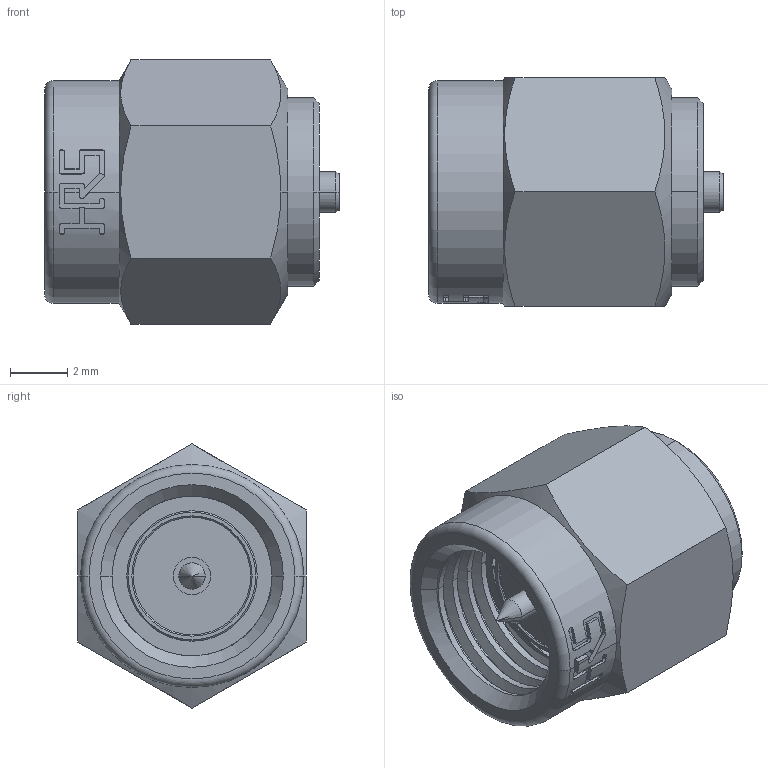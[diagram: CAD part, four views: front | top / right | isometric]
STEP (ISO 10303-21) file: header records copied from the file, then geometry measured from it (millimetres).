
FILE_DESCRIPTION(('CoCreate Modeling STEP Export'),'2;1');
FILE_NAME('HRMP-W.FLJ(40).stp','2013-02-20T16:27:47',(''),(''),'CoCreate Modeling STEP processor for AP214 (Solid Model)','CoCreate Modeling 17.0 01-Apr-2010 (C) Parametric Technology GmbH','');
FILE_SCHEMA(('AUTOMOTIVE_DESIGN { 1 0 10303 214 1 1 1 1 }'));
Length unit declared in the file: millimetre
Products named in the file (1): HRMP-W.FLJ
Bounding box: 10.3 x 8 x 9.24 mm (x, y, z)
Volume: 377.9 mm3; surface area: 630.6 mm2
Topology: 1 solids, 1 shells, 164 faces, 433 edges, 282 vertices
Faces by surface type: plane 61, cylinder 53, cone 26, extrusion 20, torus 2, bspline 2
Entity records: 10549 total; most frequent: CARTESIAN_POINT 7025, ORIENTED_EDGE 862, DIRECTION 523, EDGE_CURVE 431, VERTEX_POINT 282, VECTOR 205, LINE 185, EDGE_LOOP 177
